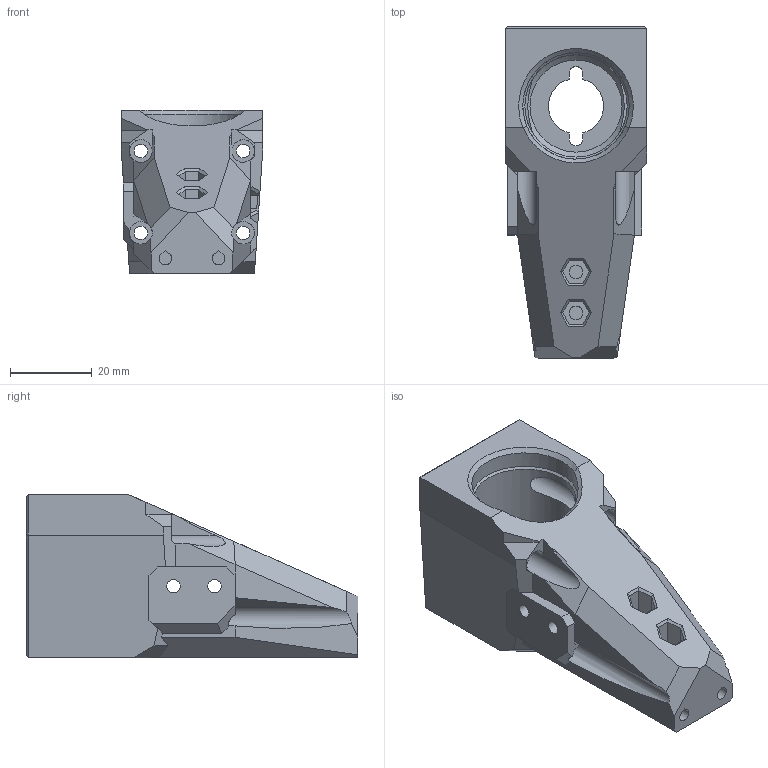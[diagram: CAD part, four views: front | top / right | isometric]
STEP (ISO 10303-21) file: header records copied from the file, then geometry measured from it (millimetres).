
FILE_DESCRIPTION(/* description */ (''),/* implementation_level */ '2;1');
FILE_NAME(/* name */ 'BedArmBackFor4040.stp',/* time_stamp */ '2024-01-06T19:52:26+01:00',/* author */ ('nilsb'),/* organization */ (''),/* preprocessor_version */ 'ST-DEVELOPER v19.2',/* originating_system */ 'Autodesk Inventor 2023',/* authorisation */ '');
FILE_SCHEMA (('AUTOMOTIVE_DESIGN { 1 0 10303 214 3 1 1 }'));
Length unit declared in the file: millimetre
Products named in the file (1): Bed Arm Back for 4040
Bounding box: 34.5 x 81 x 40 mm (x, y, z)
Volume: 47997.1 mm3; surface area: 17788.6 mm2
Topology: 1 solids, 1 shells, 185 faces, 516 edges, 333 vertices
Faces by surface type: plane 160, cylinder 21, cone 3, bspline 1
Full cylindrical faces by diameter (mm): 3.3 x8, 5.6 x4, 22.5 x1, 25 x1, 26 x1
Entity records: 6311 total; most frequent: CARTESIAN_POINT 1293, ORIENTED_EDGE 1032, DIRECTION 938, EDGE_CURVE 516, LINE 430, VECTOR 430, VERTEX_POINT 333, AXIS2_PLACEMENT_3D 254
